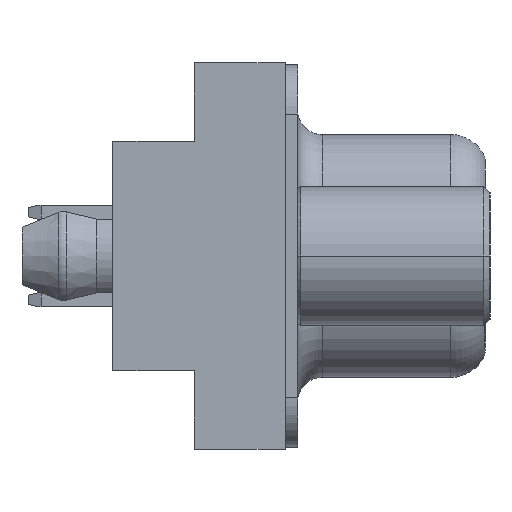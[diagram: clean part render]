
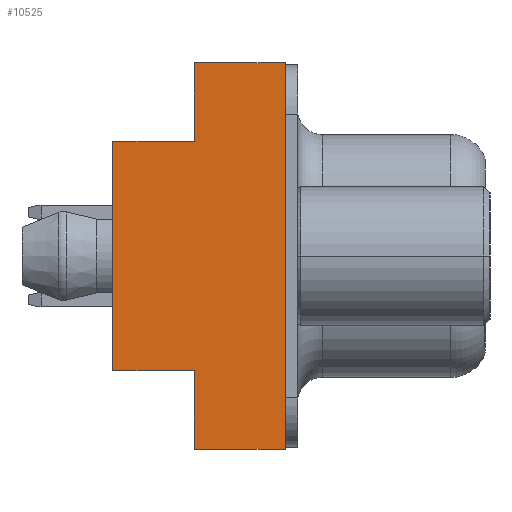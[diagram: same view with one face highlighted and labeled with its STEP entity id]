
A CAD part, left-side view. The second image highlights one B-rep face of the part: STEP entity #10525.
In plain terms, the highlighted planar face has unit normal (-1, 0, 0).
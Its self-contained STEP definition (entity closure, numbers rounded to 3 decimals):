
#81=DIRECTION('',(0.,1.,0.));
#82=VECTOR('',#81,2.95);
#83=CARTESIAN_POINT('',(-15.5,0.4,-6.275));
#84=LINE('4513',#83,#82);
#221=DIRECTION('',(0.,0.,1.));
#222=VECTOR('',#221,7.45);
#223=CARTESIAN_POINT('',(-15.5,6.,-3.725));
#224=LINE('4537',#223,#222);
#225=DIRECTION('',(0.,-1.,0.));
#226=VECTOR('',#225,2.65);
#227=CARTESIAN_POINT('',(-15.5,6.,3.725));
#228=LINE('4327',#227,#226);
#229=DIRECTION('',(0.,0.,1.));
#230=VECTOR('',#229,2.55);
#231=CARTESIAN_POINT('',(-15.5,3.35,3.725));
#232=LINE('4511',#231,#230);
#233=DIRECTION('',(0.,0.,-1.));
#234=VECTOR('',#233,12.55);
#235=CARTESIAN_POINT('',(-15.5,0.4,6.275));
#236=LINE('4516',#235,#234);
#237=DIRECTION('',(0.,-1.,0.));
#238=VECTOR('',#237,2.65);
#239=CARTESIAN_POINT('',(-15.5,6.,-3.725));
#240=LINE('4326',#239,#238);
#253=DIRECTION('',(0.,-1.,0.));
#254=VECTOR('',#253,2.95);
#255=CARTESIAN_POINT('',(-15.5,3.35,6.275));
#256=LINE('4505',#255,#254);
#309=DIRECTION('',(0.,0.,-1.));
#310=VECTOR('',#309,2.55);
#311=CARTESIAN_POINT('',(-15.5,3.35,-3.725));
#312=LINE('4518',#311,#310);
#8244=CARTESIAN_POINT('',(-15.5,6.,-3.725));
#8245=CARTESIAN_POINT('',(-15.5,3.35,-3.725));
#8246=VERTEX_POINT('',#8244);
#8247=VERTEX_POINT('',#8245);
#8248=CARTESIAN_POINT('',(-15.5,6.,3.725));
#8249=CARTESIAN_POINT('',(-15.5,3.35,3.725));
#8250=VERTEX_POINT('',#8248);
#8251=VERTEX_POINT('',#8249);
#8479=CARTESIAN_POINT('',(-15.5,3.35,6.275));
#8480=CARTESIAN_POINT('',(-15.5,0.4,6.275));
#8481=VERTEX_POINT('',#8479);
#8482=VERTEX_POINT('',#8480);
#8487=CARTESIAN_POINT('',(-15.5,0.4,-6.275));
#8488=CARTESIAN_POINT('',(-15.5,3.35,-6.275));
#8489=VERTEX_POINT('',#8487);
#8490=VERTEX_POINT('',#8488);
#10507=CARTESIAN_POINT('',(-15.5,0.4,4.675));
#10508=DIRECTION('',(-1.,0.,0.));
#10509=DIRECTION('',(0.,0.,-1.));
#10510=AXIS2_PLACEMENT_3D('',#10507,#10508,#10509);
#10511=PLANE('3654',#10510);
#10512=ORIENTED_EDGE('4537',*,*,#10487,.T.);
#10513=ORIENTED_EDGE('4327',*,*,#10376,.T.);
#10515=ORIENTED_EDGE('4511',*,*,#10514,.T.);
#10517=ORIENTED_EDGE('4505',*,*,#10516,.T.);
#10518=ORIENTED_EDGE('4516',*,*,#10263,.T.);
#10519=ORIENTED_EDGE('4513',*,*,#10299,.T.);
#10521=ORIENTED_EDGE('4518',*,*,#10520,.F.);
#10522=ORIENTED_EDGE('4326',*,*,#10472,.F.);
#10523=EDGE_LOOP('3654',(#10512,#10513,#10515,#10517,#10518,#10519,#10521,
#10522));
#10524=FACE_OUTER_BOUND('3654',#10523,.F.);
#10525=ADVANCED_FACE('3654',(#10524),#10511,.T.);
#10263=EDGE_CURVE('4516',#8482,#8489,#236,.T.);
#10299=EDGE_CURVE('4513',#8489,#8490,#84,.T.);
#10376=EDGE_CURVE('4327',#8250,#8251,#228,.T.);
#10472=EDGE_CURVE('4326',#8246,#8247,#240,.T.);
#10487=EDGE_CURVE('4537',#8246,#8250,#224,.T.);
#10514=EDGE_CURVE('4511',#8251,#8481,#232,.T.);
#10516=EDGE_CURVE('4505',#8481,#8482,#256,.T.);
#10520=EDGE_CURVE('4518',#8247,#8490,#312,.T.);
